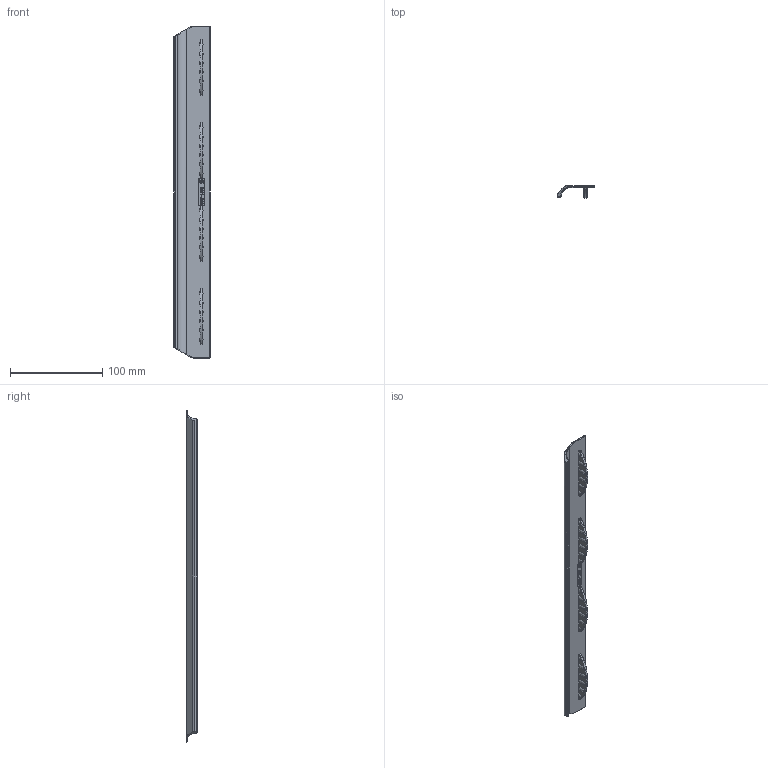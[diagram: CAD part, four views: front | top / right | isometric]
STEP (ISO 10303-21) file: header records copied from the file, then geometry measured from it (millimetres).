
FILE_DESCRIPTION(('Creo Elements/Direct Modeling STEP Export'),'2;1');
FILE_NAME('2311-360.stp','2022-05-04T 9:56:38',(''),(''),'Creo Elements/Direct Modeling STEP processor for AP214 (Solid Model)','Creo Elements/Direct Modeling 20.0 12-Nov-2016 (C) Parametric Technology GmbH','');
FILE_SCHEMA(('AUTOMOTIVE_DESIGN { 1 0 10303 214 1 1 1 1 }'));
Length unit declared in the file: millimetre
Products named in the file (2): ZN-9181
Assembly tree (1 placements, depth 2):
  ZN-9181
    ZN-9181
Bounding box: 40 x 12.99 x 360 mm (x, y, z)
Volume: 36973 mm3; surface area: 37184.4 mm2
Topology: 1 solids, 1 shells, 614 faces, 1649 edges, 1056 vertices
Faces by surface type: plane 445, cylinder 89, cone 48, bspline 14, extrusion 14, torus 4
Entity records: 27158 total; most frequent: CARTESIAN_POINT 12507, ORIENTED_EDGE 3298, DIRECTION 2609, EDGE_CURVE 1649, VECTOR 1341, LINE 1327, VERTEX_POINT 1056, AXIS2_PLACEMENT_3D 634
